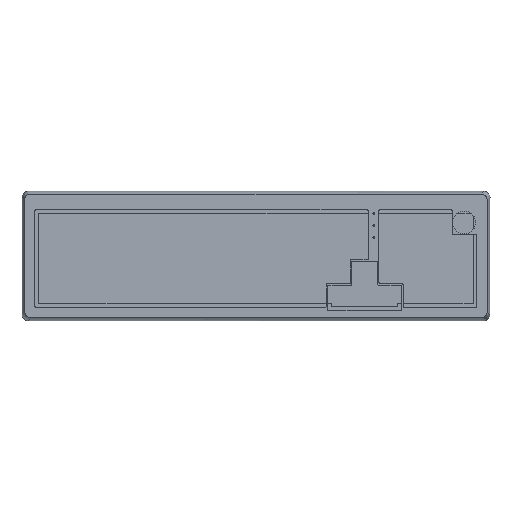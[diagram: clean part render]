
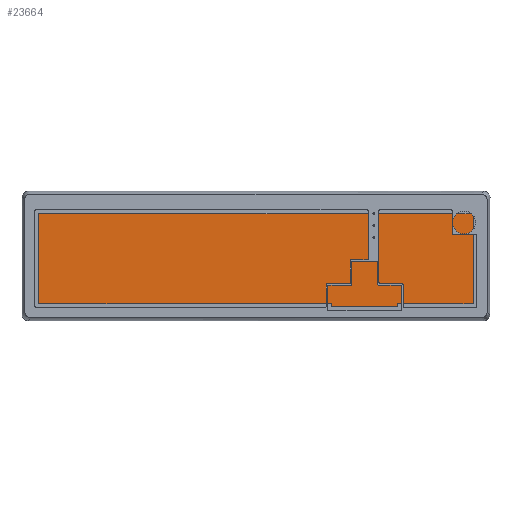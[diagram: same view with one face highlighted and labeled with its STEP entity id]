
A CAD part, top view. The second image highlights one B-rep face of the part: STEP entity #23664.
In plain terms, the highlighted planar face has unit normal (0, 0, 1).
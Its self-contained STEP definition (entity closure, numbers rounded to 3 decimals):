
#1752=PLANE('',#25320);
#2620=FACE_OUTER_BOUND('',#3952,.T.);
#3952=EDGE_LOOP('',(#18891,#18892,#18893,#18894,#18895,#18896,#18897,#18898));
#5962=LINE('',#34553,#8299);
#5972=LINE('',#34581,#8309);
#5975=LINE('',#34589,#8312);
#5977=LINE('',#34595,#8314);
#8299=VECTOR('',#28878,10.);
#8309=VECTOR('',#28902,10.);
#8312=VECTOR('',#28911,10.);
#8314=VECTOR('',#28919,10.);
#9750=CIRCLE('',#25301,5.);
#9754=CIRCLE('',#25308,5.);
#9755=CIRCLE('',#25311,5.);
#9756=CIRCLE('',#25314,5.);
#10908=VERTEX_POINT('',#34543);
#10909=VERTEX_POINT('',#34545);
#10911=VERTEX_POINT('',#34551);
#10921=VERTEX_POINT('',#34575);
#10922=VERTEX_POINT('',#34579);
#10923=VERTEX_POINT('',#34583);
#10924=VERTEX_POINT('',#34587);
#10925=VERTEX_POINT('',#34591);
#13764=EDGE_CURVE('',#10908,#10909,#9750,.T.);
#13768=EDGE_CURVE('',#10908,#10911,#5962,.T.);
#13780=EDGE_CURVE('',#10921,#10911,#9754,.T.);
#13782=EDGE_CURVE('',#10921,#10922,#5972,.T.);
#13784=EDGE_CURVE('',#10923,#10922,#9755,.T.);
#13786=EDGE_CURVE('',#10923,#10924,#5975,.T.);
#13788=EDGE_CURVE('',#10925,#10924,#9756,.T.);
#13789=EDGE_CURVE('',#10925,#10909,#5977,.T.);
#18891=ORIENTED_EDGE('',*,*,#13764,.F.);
#18892=ORIENTED_EDGE('',*,*,#13768,.T.);
#18893=ORIENTED_EDGE('',*,*,#13780,.F.);
#18894=ORIENTED_EDGE('',*,*,#13782,.T.);
#18895=ORIENTED_EDGE('',*,*,#13784,.F.);
#18896=ORIENTED_EDGE('',*,*,#13786,.T.);
#18897=ORIENTED_EDGE('',*,*,#13788,.F.);
#18898=ORIENTED_EDGE('',*,*,#13789,.T.);
#23664=ADVANCED_FACE('',(#2620),#1752,.T.);
#25301=AXIS2_PLACEMENT_3D('',#34546,#28871,#28872);
#25308=AXIS2_PLACEMENT_3D('',#34577,#28897,#28898);
#25311=AXIS2_PLACEMENT_3D('',#34585,#28906,#28907);
#25314=AXIS2_PLACEMENT_3D('',#34593,#28915,#28916);
#25320=AXIS2_PLACEMENT_3D('',#34612,#28936,#28937);
#28871=DIRECTION('center_axis',(0.,0.,-1.));
#28872=DIRECTION('ref_axis',(-0.707,0.707,0.));
#28878=DIRECTION('',(0.,-1.,0.));
#28897=DIRECTION('center_axis',(0.,0.,-1.));
#28898=DIRECTION('ref_axis',(-0.707,-0.707,0.));
#28902=DIRECTION('',(1.,0.,0.));
#28906=DIRECTION('center_axis',(0.,0.,-1.));
#28907=DIRECTION('ref_axis',(0.707,-0.707,0.));
#28911=DIRECTION('',(0.,1.,0.));
#28915=DIRECTION('center_axis',(0.,0.,-1.));
#28916=DIRECTION('ref_axis',(0.707,0.707,0.));
#28919=DIRECTION('',(-1.,0.,0.));
#28936=DIRECTION('center_axis',(0.,0.,1.));
#28937=DIRECTION('ref_axis',(1.,0.,0.));
#34543=CARTESIAN_POINT('',(13.333,-12.571,-3.4));
#34545=CARTESIAN_POINT('',(18.333,-7.571,-3.4));
#34546=CARTESIAN_POINT('Origin',(18.333,-12.571,-3.4));
#34551=CARTESIAN_POINT('',(13.333,-85.971,-3.4));
#34553=CARTESIAN_POINT('',(13.333,-7.571,-3.4));
#34575=CARTESIAN_POINT('',(18.333,-90.971,-3.4));
#34577=CARTESIAN_POINT('Origin',(18.333,-85.971,-3.4));
#34579=CARTESIAN_POINT('',(358.333,-90.971,-3.4));
#34581=CARTESIAN_POINT('',(13.333,-90.971,-3.4));
#34583=CARTESIAN_POINT('',(363.333,-85.971,-3.4));
#34585=CARTESIAN_POINT('Origin',(358.333,-85.971,-3.4));
#34587=CARTESIAN_POINT('',(363.333,-12.571,-3.4));
#34589=CARTESIAN_POINT('',(363.333,-90.971,-3.4));
#34591=CARTESIAN_POINT('',(358.333,-7.571,-3.4));
#34593=CARTESIAN_POINT('Origin',(358.333,-12.571,-3.4));
#34595=CARTESIAN_POINT('',(363.333,-7.571,-3.4));
#34612=CARTESIAN_POINT('Origin',(188.333,-49.271,-3.4));
